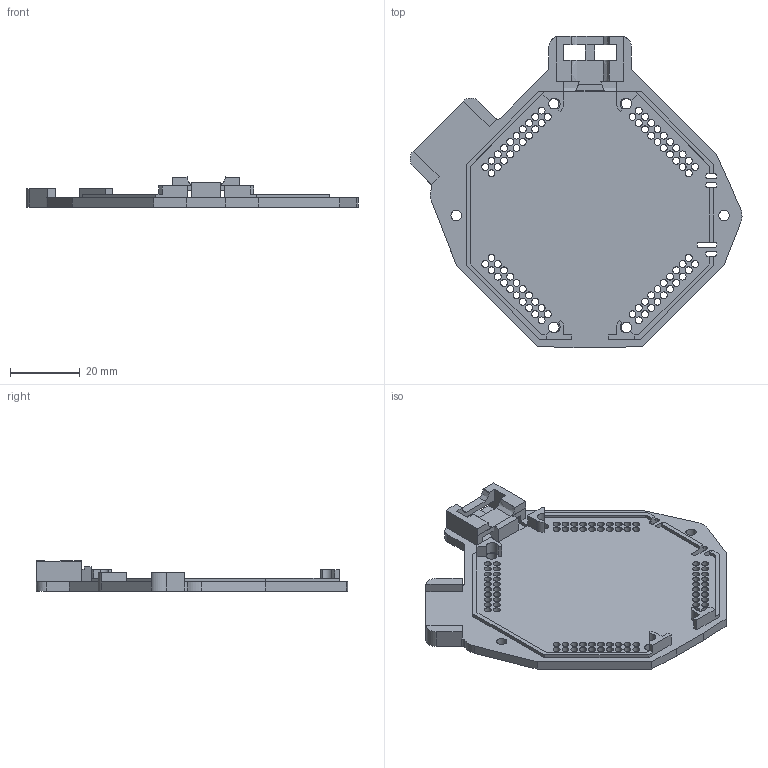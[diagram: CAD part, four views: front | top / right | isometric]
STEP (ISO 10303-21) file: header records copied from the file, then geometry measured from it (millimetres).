
FILE_DESCRIPTION(/* description */ (''),/* implementation_level */ '2;1');
FILE_NAME(/* name */ 'Housing cover v1.step',/* time_stamp */ '2023-03-22T15:39:49-05:00',/* author */ (''),/* organization */ (''),/* preprocessor_version */ 'ST-DEVELOPER v19.2',/* originating_system */ 'Autodesk Translation Framework v11.17.0.187',/* authorisation */ '');
FILE_SCHEMA (('AUTOMOTIVE_DESIGN { 1 0 10303 214 3 1 1 }'));
Length unit declared in the file: millimetre
Products named in the file (1): Housing cover
Bounding box: 95.31 x 89.49 x 8.62 mm (x, y, z)
Volume: 14726.9 mm3; surface area: 14471.3 mm2
Topology: 1 solids, 1 shells, 456 faces, 1265 edges, 838 vertices
Faces by surface type: cylinder 266, plane 186, bspline 4
Full cylindrical faces by diameter (mm): 2 x80, 3 x6
Entity records: 15308 total; most frequent: CARTESIAN_POINT 2704, DIRECTION 2694, ORIENTED_EDGE 2530, EDGE_CURVE 1265, AXIS2_PLACEMENT_3D 988, VERTEX_POINT 838, LINE 718, VECTOR 718
